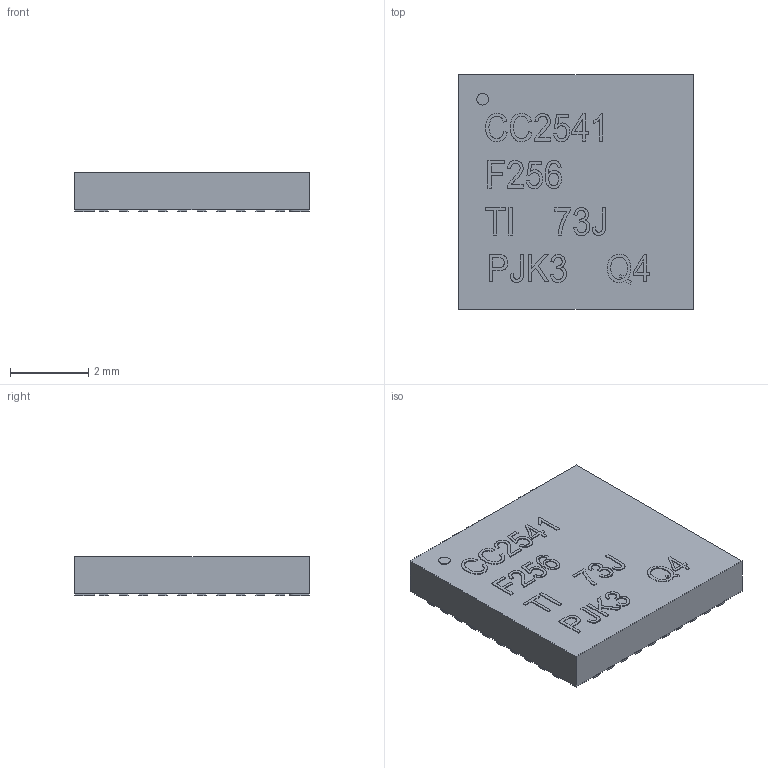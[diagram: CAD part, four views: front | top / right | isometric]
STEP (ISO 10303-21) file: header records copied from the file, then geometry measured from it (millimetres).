
FILE_DESCRIPTION(/* description */ (''),/* implementation_level */ '2;1');
FILE_NAME(/* name */ 'CC2541F256.stp',/* time_stamp */ '2020-03-24T10:51:03+08:00',/* author */ (''),/* organization */ (''),/* preprocessor_version */ 'ST-DEVELOPER v15',/* originating_system */ 'SIEMENS PLM Software NX 8.5',/* authorisation */ '');
FILE_SCHEMA (('AUTOMOTIVE_DESIGN { 1 0 10303 214 3 1 1 1 }'));
Length unit declared in the file: millimetre
Products named in the file (1): CC2541F256
Bounding box: 6 x 6 x 1.02 mm (x, y, z)
Volume: 34.5 mm3; surface area: 112.6 mm2
Topology: 63 solids, 63 shells, 549 faces, 1269 edges, 846 vertices
Faces by surface type: plane 365, extrusion 143, cylinder 41
Full cylindrical faces by diameter (mm): 0.3 x1
Entity records: 17309 total; most frequent: CARTESIAN_POINT 5349, ORIENTED_EDGE 2536, DIRECTION 1791, EDGE_CURVE 1268, VERTEX_POINT 846, VECTOR 813, LINE 670, B_SPLINE_CURVE_WITH_KNOTS 659
